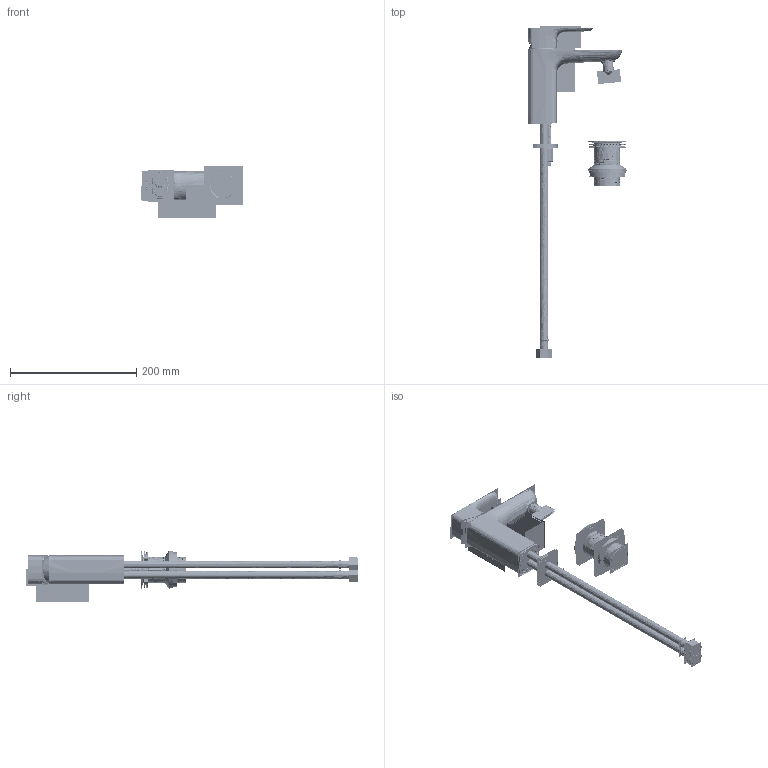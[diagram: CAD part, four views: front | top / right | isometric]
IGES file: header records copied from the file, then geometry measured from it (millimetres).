
Start section:  PTC IGES file: MYBMC_asm.igs
Global section: file name: MYBMC_asm.igs; native system: Creo Parametric by PTC Inc.; preprocessor: 2018420; author: linlina; organization: Unknown; date: 20191213.160733; units: millimetre
Bounding box: 161.4 x 526.2 x 82.2 mm (x, y, z)
Surface area: 4702546.8 mm2 (no closed solid volume)
Topology: 0 solids, 0 shells, 13958 faces, 124212 edges, 183986 vertices
Faces by surface type: bspline 13958
